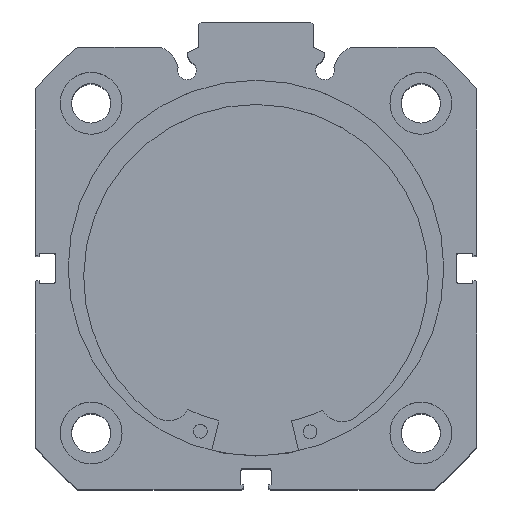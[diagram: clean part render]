
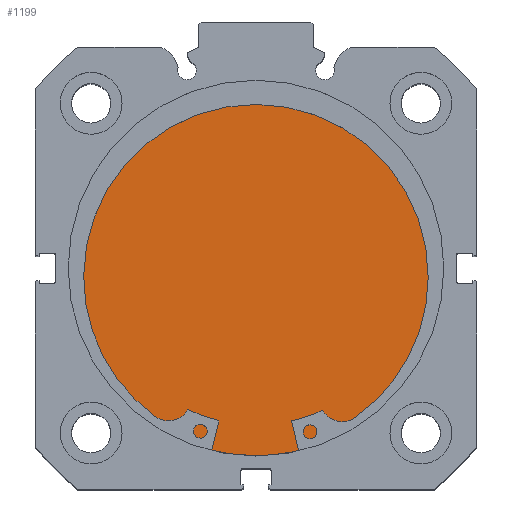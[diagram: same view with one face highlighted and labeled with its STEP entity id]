
A CAD part, top view. The second image highlights one B-rep face of the part: STEP entity #1199.
In plain terms, the highlighted face is planar.
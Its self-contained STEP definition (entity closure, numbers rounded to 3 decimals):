
#121 = EDGE_CURVE ( 'NONE', #5680, #5637, #1059, .T. ) ;
#193 = EDGE_CURVE ( 'NONE', #5637, #5680, #1812, .T. ) ;
#576 = AXIS2_PLACEMENT_3D ( 'NONE', #6148, #6149, #6150 ) ;
#608 = AXIS2_PLACEMENT_3D ( 'NONE', #6353, #6355, #6356 ) ;
#907 = AXIS2_PLACEMENT_3D ( 'NONE', #3634, #3636, #3637 ) ;
#1059 = CIRCLE ( 'NONE', #576, 41. ) ;
#1199 = ADVANCED_FACE ( 'NONE', ( #2554 ), #3635, .F. ) ;
#1812 = CIRCLE ( 'NONE', #608, 41. ) ;
#2554 = FACE_OUTER_BOUND ( 'NONE', #5328, .T. ) ;
#3634 = CARTESIAN_POINT ( 'NONE',  ( 12., 41., 0. ) ) ;
#3635 = PLANE ( 'NONE',  #907 ) ;
#3636 = DIRECTION ( 'NONE',  ( -1., 0., 0. ) ) ;
#3637 = DIRECTION ( 'NONE',  ( 0., 0., 1. ) ) ;
#3740 = CARTESIAN_POINT ( 'NONE',  ( 12., 0., 41. ) ) ;
#3783 = CARTESIAN_POINT ( 'NONE',  ( 12., 0., -41. ) ) ;
#5328 = EDGE_LOOP ( 'NONE', ( #5453, #5452 ) ) ;
#5452 = ORIENTED_EDGE ( 'NONE', *, *, #121, .F. ) ;
#5453 = ORIENTED_EDGE ( 'NONE', *, *, #193, .F. ) ;
#5637 = VERTEX_POINT ( 'NONE', #3740 ) ;
#5680 = VERTEX_POINT ( 'NONE', #3783 ) ;
#6148 = CARTESIAN_POINT ( 'NONE',  ( 12., 0., 0. ) ) ;
#6149 = DIRECTION ( 'NONE',  ( -1., 0., 0. ) ) ;
#6150 = DIRECTION ( 'NONE',  ( 0., 0., 1. ) ) ;
#6353 = CARTESIAN_POINT ( 'NONE',  ( 12., 0., 0. ) ) ;
#6355 = DIRECTION ( 'NONE',  ( -1., 0., 0. ) ) ;
#6356 = DIRECTION ( 'NONE',  ( 0., 0., 1. ) ) ;
